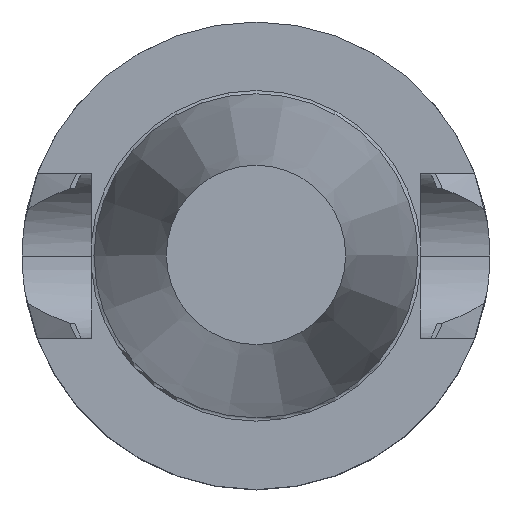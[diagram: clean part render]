
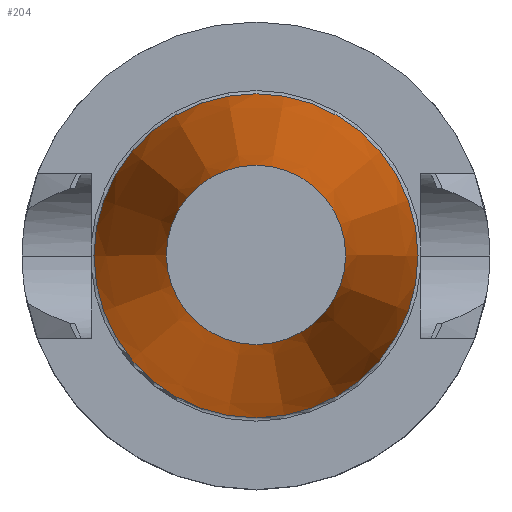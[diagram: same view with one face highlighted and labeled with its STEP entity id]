
A CAD part, top view. The second image highlights one B-rep face of the part: STEP entity #204.
In plain terms, the highlighted conical face has half-angle 8.298 degrees and reference radius 8.816 mm.
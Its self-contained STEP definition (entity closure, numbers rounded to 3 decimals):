
#36=CONICAL_SURFACE('',#940,8.816,8.298);
#204=ADVANCED_FACE('CU_FL_CO_SU_1',(#283,#284),#36,.T.);
#283=FACE_BOUND('',#348,.T.);
#284=FACE_BOUND('',#349,.T.);
#348=EDGE_LOOP('',(#462));
#349=EDGE_LOOP('',(#463));
#462=ORIENTED_EDGE('',*,*,#717,.T.);
#463=ORIENTED_EDGE('',*,*,#751,.F.);
#635=VERTEX_POINT('',#1293);
#665=VERTEX_POINT('',#1387);
#717=EDGE_CURVE('',#635,#635,#825,.T.);
#751=EDGE_CURVE('',#665,#665,#841,.T.);
#825=CIRCLE('',#911,8.816);
#841=CIRCLE('',#935,15.933);
#911=AXIS2_PLACEMENT_3D('',#1292,#1032,#1033);
#935=AXIS2_PLACEMENT_3D('',#1386,#1092,#1093);
#940=AXIS2_PLACEMENT_3D('',#1393,#1102,#1103);
#1032=DIRECTION('',(0.,0.,-1.));
#1033=DIRECTION('',(-1.,0.,0.));
#1092=DIRECTION('',(0.,0.,-1.));
#1093=DIRECTION('',(-1.,0.,0.));
#1102=DIRECTION('',(0.,0.,-1.));
#1103=DIRECTION('',(-1.,0.,0.));
#1292=CARTESIAN_POINT('',(0.,0.,48.4));
#1293=CARTESIAN_POINT('',(-8.816,0.,48.4));
#1386=CARTESIAN_POINT('',(0.,0.,-0.4));
#1387=CARTESIAN_POINT('',(-15.933,0.,-0.4));
#1393=CARTESIAN_POINT('',(0.,0.,48.4));
